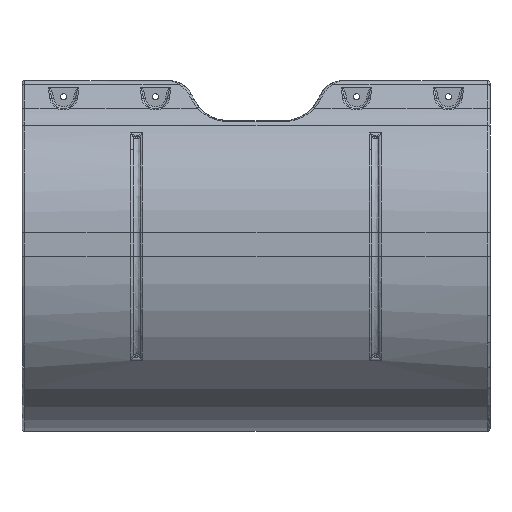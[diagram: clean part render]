
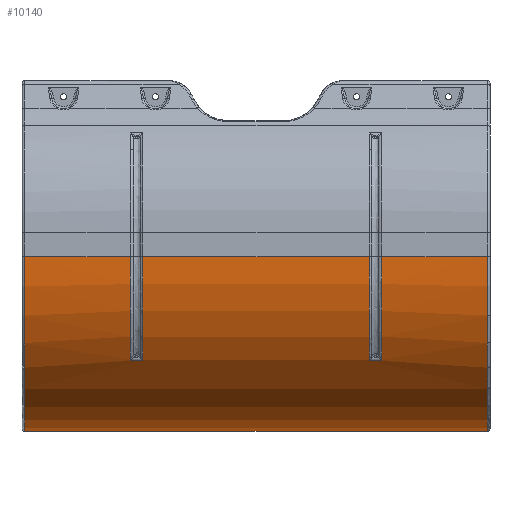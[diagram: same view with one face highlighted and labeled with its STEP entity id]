
A CAD part, front view. The second image highlights one B-rep face of the part: STEP entity #10140.
In plain terms, the highlighted cylindrical face has radius 457.2 mm (diameter 914.4 mm), a partial arc.
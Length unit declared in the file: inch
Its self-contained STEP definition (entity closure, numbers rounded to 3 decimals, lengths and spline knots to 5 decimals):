
#662=LINE('',#20857,#1146);
#665=LINE('',#20867,#1149);
#666=LINE('',#20871,#1150);
#667=LINE('',#20875,#1151);
#668=LINE('',#20879,#1152);
#669=LINE('',#20883,#1153);
#1146=VECTOR('',#12996,0.52493);
#1149=VECTOR('',#13005,0.52493);
#1150=VECTOR('',#13008,0.52493);
#1151=VECTOR('',#13011,0.52493);
#1152=VECTOR('',#13014,0.52493);
#1153=VECTOR('',#13017,0.52493);
#1444=CYLINDRICAL_SURFACE('',#11094,18.);
#1842=FACE_OUTER_BOUND('',#2569,.T.);
#2569=EDGE_LOOP('',(#7624,#7625,#7626,#7627,#7628,#7629,#7630,#7631,#7632,
#7633,#7634,#7635,#7636,#7637));
#3222=B_SPLINE_CURVE_WITH_KNOTS('',3,(#20554,#20555,#20556,#20557,#20558),
 .UNSPECIFIED.,.F.,.F.,(4,1,4),(-2.51003,-2.04515,-1.6965),
 .UNSPECIFIED.);
#3234=B_SPLINE_CURVE_WITH_KNOTS('',3,(#20886,#20887,#20888,#20889,#20890),
 .UNSPECIFIED.,.F.,.F.,(4,1,4),(-0.81352,-0.34866,0.),
 .UNSPECIFIED.);
#3658=CIRCLE('',#11095,18.);
#3659=CIRCLE('',#11096,18.);
#3660=CIRCLE('',#11097,18.);
#3661=CIRCLE('',#11098,18.);
#3662=CIRCLE('',#11099,18.);
#3663=CIRCLE('',#11100,18.);
#4536=VERTEX_POINT('',#20551);
#4537=VERTEX_POINT('',#20553);
#4558=VERTEX_POINT('',#20856);
#4561=VERTEX_POINT('',#20864);
#4562=VERTEX_POINT('',#20866);
#4563=VERTEX_POINT('',#20868);
#4564=VERTEX_POINT('',#20870);
#4565=VERTEX_POINT('',#20872);
#4566=VERTEX_POINT('',#20874);
#4567=VERTEX_POINT('',#20876);
#4568=VERTEX_POINT('',#20878);
#4569=VERTEX_POINT('',#20880);
#4570=VERTEX_POINT('',#20882);
#4571=VERTEX_POINT('',#20884);
#5630=EDGE_CURVE('',#4536,#4537,#3222,.T.);
#5664=EDGE_CURVE('',#4537,#4558,#662,.T.);
#5668=EDGE_CURVE('',#4561,#4536,#3658,.T.);
#5669=EDGE_CURVE('',#4561,#4562,#665,.T.);
#5670=EDGE_CURVE('',#4563,#4562,#3659,.T.);
#5671=EDGE_CURVE('',#4563,#4564,#666,.T.);
#5672=EDGE_CURVE('',#4565,#4564,#3660,.T.);
#5673=EDGE_CURVE('',#4565,#4566,#667,.T.);
#5674=EDGE_CURVE('',#4567,#4566,#3661,.T.);
#5675=EDGE_CURVE('',#4567,#4568,#668,.T.);
#5676=EDGE_CURVE('',#4569,#4568,#3662,.T.);
#5677=EDGE_CURVE('',#4569,#4570,#669,.T.);
#5678=EDGE_CURVE('',#4571,#4570,#3663,.T.);
#5679=EDGE_CURVE('',#4558,#4571,#3234,.T.);
#7624=ORIENTED_EDGE('',*,*,#5630,.F.);
#7625=ORIENTED_EDGE('',*,*,#5668,.F.);
#7626=ORIENTED_EDGE('',*,*,#5669,.T.);
#7627=ORIENTED_EDGE('',*,*,#5670,.F.);
#7628=ORIENTED_EDGE('',*,*,#5671,.T.);
#7629=ORIENTED_EDGE('',*,*,#5672,.F.);
#7630=ORIENTED_EDGE('',*,*,#5673,.T.);
#7631=ORIENTED_EDGE('',*,*,#5674,.F.);
#7632=ORIENTED_EDGE('',*,*,#5675,.T.);
#7633=ORIENTED_EDGE('',*,*,#5676,.F.);
#7634=ORIENTED_EDGE('',*,*,#5677,.T.);
#7635=ORIENTED_EDGE('',*,*,#5678,.F.);
#7636=ORIENTED_EDGE('',*,*,#5679,.F.);
#7637=ORIENTED_EDGE('',*,*,#5664,.F.);
#10140=ADVANCED_FACE('',(#1842),#1444,.T.);
#11094=AXIS2_PLACEMENT_3D('',#20863,#13001,#13002);
#11095=AXIS2_PLACEMENT_3D('',#20865,#13003,#13004);
#11096=AXIS2_PLACEMENT_3D('',#20869,#13006,#13007);
#11097=AXIS2_PLACEMENT_3D('',#20873,#13009,#13010);
#11098=AXIS2_PLACEMENT_3D('',#20877,#13012,#13013);
#11099=AXIS2_PLACEMENT_3D('',#20881,#13015,#13016);
#11100=AXIS2_PLACEMENT_3D('',#20885,#13018,#13019);
#12996=DIRECTION('',(-1.,0.,0.));
#13001=DIRECTION('center_axis',(-1.,0.,0.));
#13002=DIRECTION('ref_axis',(0.,-1.,0.));
#13003=DIRECTION('center_axis',(1.,0.,0.));
#13004=DIRECTION('ref_axis',(0.,-0.707,-0.708));
#13005=DIRECTION('',(-1.,0.,0.));
#13006=DIRECTION('center_axis',(-1.,0.,0.));
#13007=DIRECTION('ref_axis',(0.,1.,0.003));
#13008=DIRECTION('',(-1.,0.,0.));
#13009=DIRECTION('center_axis',(1.,0.,0.));
#13010=DIRECTION('ref_axis',(0.,1.,0.003));
#13011=DIRECTION('',(-1.,0.,0.));
#13012=DIRECTION('center_axis',(-1.,0.,0.));
#13013=DIRECTION('ref_axis',(0.,1.,0.003));
#13014=DIRECTION('',(-1.,0.,0.));
#13015=DIRECTION('center_axis',(1.,0.,0.));
#13016=DIRECTION('ref_axis',(0.,1.,0.003));
#13017=DIRECTION('',(-1.,0.,0.));
#13018=DIRECTION('center_axis',(-1.,0.,0.));
#13019=DIRECTION('ref_axis',(0.,-0.707,-0.708));
#20551=CARTESIAN_POINT('',(35.8,65.42588,-22.66783));
#20553=CARTESIAN_POINT('',(35.60053,65.7894,-22.67195));
#20554=CARTESIAN_POINT('Ctrl Pts',(35.8,65.42588,-22.66783));
#20555=CARTESIAN_POINT('Ctrl Pts',(35.73325,65.47271,-22.66884));
#20556=CARTESIAN_POINT('Ctrl Pts',(35.63838,65.58607,-22.67093));
#20557=CARTESIAN_POINT('Ctrl Pts',(35.60342,65.728,-22.67188));
#20558=CARTESIAN_POINT('Ctrl Pts',(35.60053,65.7894,-22.67195));
#20856=CARTESIAN_POINT('',(-11.46718,65.7894,-22.67195));
#20857=CARTESIAN_POINT('',(36.06667,65.7894,-22.67195));
#20863=CARTESIAN_POINT('Origin',(36.06667,65.81171,-4.67197));
#20864=CARTESIAN_POINT('',(35.8,47.81179,-4.72421));
#20865=CARTESIAN_POINT('Origin',(35.8,65.81171,-4.67197));
#20866=CARTESIAN_POINT('',(24.96107,47.81179,-4.72421));
#20867=CARTESIAN_POINT('',(36.06667,47.81179,-4.72421));
#20868=CARTESIAN_POINT('',(24.96107,51.32576,-15.3564));
#20869=CARTESIAN_POINT('Origin',(24.96107,65.81171,-4.67197));
#20870=CARTESIAN_POINT('',(23.67226,51.32576,-15.3564));
#20871=CARTESIAN_POINT('',(36.06667,51.32576,-15.3564));
#20872=CARTESIAN_POINT('',(23.67226,47.81179,-4.72421));
#20873=CARTESIAN_POINT('Origin',(23.67226,65.81171,-4.67197));
#20874=CARTESIAN_POINT('',(0.46108,47.81179,-4.72421));
#20875=CARTESIAN_POINT('',(36.06667,47.81179,-4.72421));
#20876=CARTESIAN_POINT('',(0.46108,51.32576,-15.3564));
#20877=CARTESIAN_POINT('Origin',(0.46108,65.81171,-4.67197));
#20878=CARTESIAN_POINT('',(-0.82773,51.32576,-15.3564));
#20879=CARTESIAN_POINT('',(36.06667,51.32576,-15.3564));
#20880=CARTESIAN_POINT('',(-0.82773,47.81179,-4.72421));
#20881=CARTESIAN_POINT('Origin',(-0.82773,65.81171,-4.67197));
#20882=CARTESIAN_POINT('',(-11.66665,47.81179,-4.72421));
#20883=CARTESIAN_POINT('',(36.06667,47.81179,-4.72421));
#20884=CARTESIAN_POINT('',(-11.66665,65.42588,-22.66783));
#20885=CARTESIAN_POINT('Origin',(-11.66665,65.81171,-4.67197));
#20886=CARTESIAN_POINT('Ctrl Pts',(-11.46718,65.7894,-22.67195));
#20887=CARTESIAN_POINT('Ctrl Pts',(-11.47104,65.70754,-22.67185));
#20888=CARTESIAN_POINT('Ctrl Pts',(-11.51588,65.5663,-22.67061));
#20889=CARTESIAN_POINT('Ctrl Pts',(-11.61659,65.461,-22.66859));
#20890=CARTESIAN_POINT('Ctrl Pts',(-11.66665,65.42588,-22.66783));
